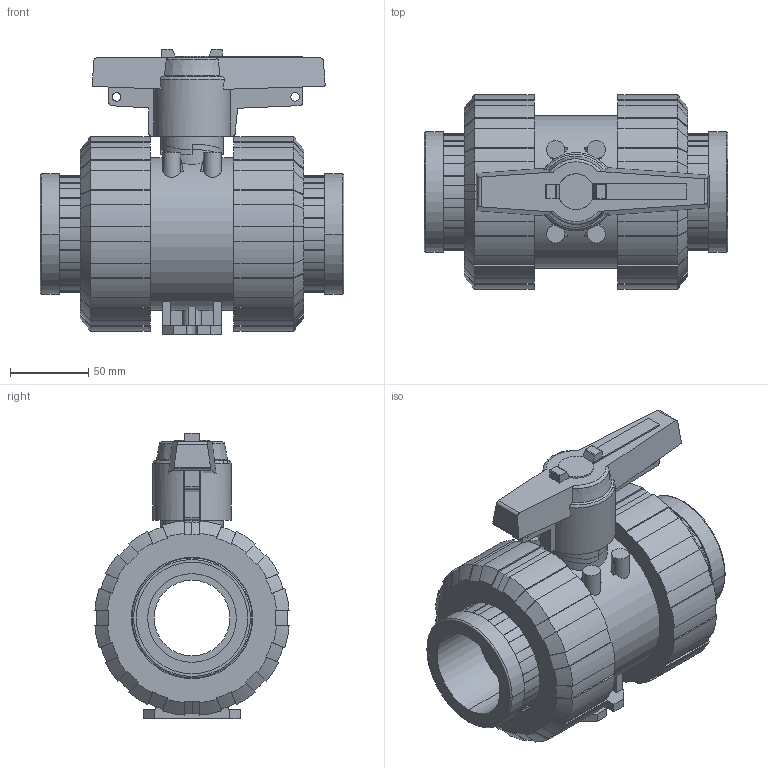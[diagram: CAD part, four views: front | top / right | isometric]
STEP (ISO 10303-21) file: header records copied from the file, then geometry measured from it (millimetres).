
FILE_DESCRIPTION(('STEP AP214'),'1');
FILE_NAME('cctmp_01D9EC49-620C-40D0-9001-08D6A007E59A_2021_10_21_13_09_13_0702..stp','2021-10-21T11:09:14',('Praher Valves GmbH'),('CADClick - www.CADClick.com'),'Spatial InterOp 3D',' ','unknown authorization');
FILE_SCHEMA(('AUTOMOTIVE_DESIGN'));
Length unit declared in the file: millimetre
Products named in the file (7): cc_unnamed; 210396_5; 210396_4; 210396_3; 210396_2; 210396_1; 210396
Assembly tree (6 placements, depth 2):
  cc_unnamed
    210396_5
    210396_4
    210396_3
    210396_2
    210396_1
    210396
Bounding box: 194 x 124.1 x 182.67 mm (x, y, z)
Volume: 1411810.2 mm3; surface area: 262123.4 mm2
Topology: 8 solids, 8 shells, 596 faces, 1698 edges, 1130 vertices
Faces by surface type: plane 290, cylinder 210, cone 84, torus 12
Entity records: 25025 total; most frequent: CARTESIAN_POINT 4406, ORIENTED_EDGE 3396, DIRECTION 3302, EDGE_CURVE 1698, AXIS2_PLACEMENT_3D 1191, VERTEX_POINT 1130, LINE 920, VECTOR 920
